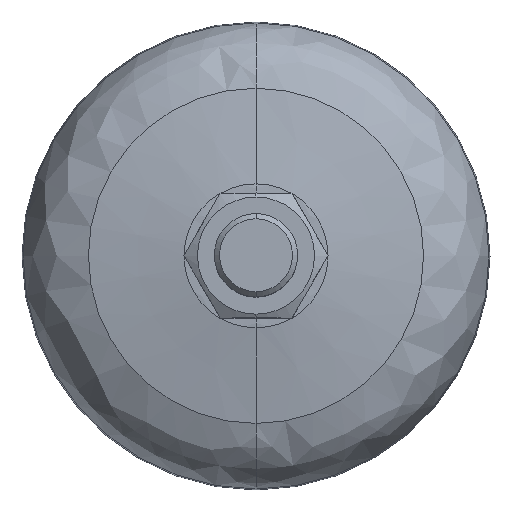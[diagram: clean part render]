
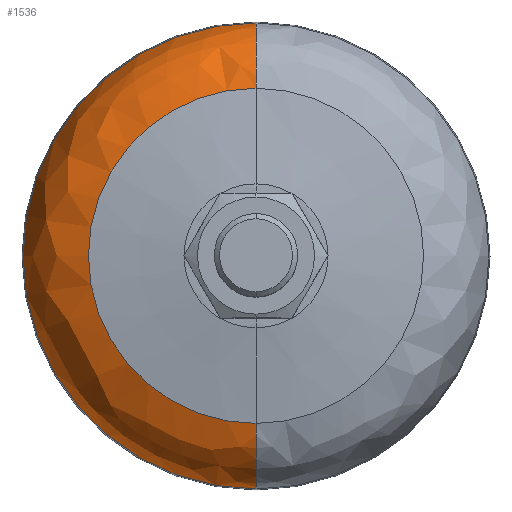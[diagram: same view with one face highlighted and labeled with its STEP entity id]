
A CAD part, top view. The second image highlights one B-rep face of the part: STEP entity #1536.
In plain terms, the highlighted free-form (B-spline) face has degree [3, 3] with [4, 4] control points.
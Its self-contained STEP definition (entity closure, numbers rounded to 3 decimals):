
#13 = CARTESIAN_POINT ( 'NONE',  ( 0., 16.81, 32.228 ) ) ;
#131 = CIRCLE ( 'NONE', #218, 15. ) ;
#194 = CARTESIAN_POINT ( 'NONE',  ( -88.631, 10.264, 44.316 ) ) ;
#218 = AXIS2_PLACEMENT_3D ( 'NONE', #1692, #2384, #1491 ) ;
#230 = CIRCLE ( 'NONE', #346, 32.228 ) ;
#304 = AXIS2_PLACEMENT_3D ( 'NONE', #2544, #2769, #2109 ) ;
#308 = CARTESIAN_POINT ( 'NONE',  ( 0., 16.81, -32.228 ) ) ;
#313 = CARTESIAN_POINT ( 'NONE',  ( -89.6, 3., 44.8 ) ) ;
#346 = AXIS2_PLACEMENT_3D ( 'NONE', #2218, #890, #1132 ) ;
#375 = EDGE_CURVE ( 'NONE', #1350, #2139, #2147, .T. ) ;
#385 = VERTEX_POINT ( 'NONE', #2462 ) ;
#562 = CARTESIAN_POINT ( 'NONE',  ( -64.455, 16.81, 32.228 ) ) ;
#748 = CARTESIAN_POINT ( 'NONE',  ( -89.6, 3., -44.8 ) ) ;
#761 = CARTESIAN_POINT ( 'NONE',  ( 0., 3., 44.8 ) ) ;
#795 = CARTESIAN_POINT ( 'NONE',  ( 0., 3., -44.8 ) ) ;
#818 = AXIS2_PLACEMENT_3D ( 'NONE', #1770, #1129, #2649 ) ;
#890 = DIRECTION ( 'NONE',  ( 0., -1., 0. ) ) ;
#928 = CARTESIAN_POINT ( 'NONE',  ( 0., 16.81, -32.228 ) ) ;
#943 = CARTESIAN_POINT ( 'NONE',  ( -78.829, 15.648, 39.415 ) ) ;
#1129 = DIRECTION ( 'NONE',  ( 0., 1., 0. ) ) ;
#1132 = DIRECTION ( 'NONE',  ( 0., 0., -1. ) ) ;
#1151 =( BOUNDED_SURFACE ( )  B_SPLINE_SURFACE ( 3, 3, ( 
 ( #761, #313, #748, #795 ),
 ( #2784, #194, #2603, #2422 ),
 ( #1386, #943, #2819, #2469 ),
 ( #13, #562, #1955, #308 ) ),
 .UNSPECIFIED., .F., .F., .F. ) 
 B_SPLINE_SURFACE_WITH_KNOTS ( ( 4, 4 ),
 ( 4, 4 ),
 ( 0., 1. ),
 ( 0., 1. ),
 .UNSPECIFIED. ) 
 GEOMETRIC_REPRESENTATION_ITEM ( )  RATIONAL_B_SPLINE_SURFACE ( (
 ( 1., 0.333, 0.333, 1.),
 ( 0.855, 0.285, 0.285, 0.855),
 ( 0.855, 0.285, 0.285, 0.855),
 ( 1., 0.333, 0.333, 1.) ) ) 
 REPRESENTATION_ITEM ( '' )  SURFACE ( )  );
#1264 = CARTESIAN_POINT ( 'NONE',  ( 0., 3., 44.8 ) ) ;
#1309 = VERTEX_POINT ( 'NONE', #928 ) ;
#1350 = VERTEX_POINT ( 'NONE', #2254 ) ;
#1386 = CARTESIAN_POINT ( 'NONE',  ( 0., 15.648, 39.415 ) ) ;
#1438 = ORIENTED_EDGE ( 'NONE', *, *, #1741, .F. ) ;
#1491 = DIRECTION ( 'NONE',  ( 0., 0., -1. ) ) ;
#1536 = ADVANCED_FACE ( 'NONE', ( #2080 ), #1151, .T. ) ;
#1692 = CARTESIAN_POINT ( 'NONE',  ( 0., 2.002, -29.833 ) ) ;
#1706 = EDGE_CURVE ( 'NONE', #2139, #385, #2309, .T. ) ;
#1741 = EDGE_CURVE ( 'NONE', #1350, #1309, #131, .T. ) ;
#1770 = CARTESIAN_POINT ( 'NONE',  ( 0., 3., 0. ) ) ;
#1853 = ORIENTED_EDGE ( 'NONE', *, *, #375, .T. ) ;
#1928 = ORIENTED_EDGE ( 'NONE', *, *, #1706, .T. ) ;
#1955 = CARTESIAN_POINT ( 'NONE',  ( -64.455, 16.81, -32.228 ) ) ;
#2080 = FACE_OUTER_BOUND ( 'NONE', #2553, .T. ) ;
#2109 = DIRECTION ( 'NONE',  ( 0., 0., 1. ) ) ;
#2139 = VERTEX_POINT ( 'NONE', #1264 ) ;
#2147 = CIRCLE ( 'NONE', #818, 44.8 ) ;
#2218 = CARTESIAN_POINT ( 'NONE',  ( 0., 16.81, 0. ) ) ;
#2254 = CARTESIAN_POINT ( 'NONE',  ( 0., 3., -44.8 ) ) ;
#2294 = ORIENTED_EDGE ( 'NONE', *, *, #2651, .T. ) ;
#2309 = CIRCLE ( 'NONE', #304, 15. ) ;
#2384 = DIRECTION ( 'NONE',  ( 1., 0., 0. ) ) ;
#2422 = CARTESIAN_POINT ( 'NONE',  ( 0., 10.264, -44.316 ) ) ;
#2462 = CARTESIAN_POINT ( 'NONE',  ( 0., 16.81, 32.228 ) ) ;
#2469 = CARTESIAN_POINT ( 'NONE',  ( 0., 15.648, -39.415 ) ) ;
#2544 = CARTESIAN_POINT ( 'NONE',  ( 0., 2.002, 29.833 ) ) ;
#2553 = EDGE_LOOP ( 'NONE', ( #1853, #1928, #2294, #1438 ) ) ;
#2603 = CARTESIAN_POINT ( 'NONE',  ( -88.631, 10.264, -44.316 ) ) ;
#2649 = DIRECTION ( 'NONE',  ( 0., 0., -1. ) ) ;
#2651 = EDGE_CURVE ( 'NONE', #385, #1309, #230, .T. ) ;
#2769 = DIRECTION ( 'NONE',  ( -1., 0., 0. ) ) ;
#2784 = CARTESIAN_POINT ( 'NONE',  ( 0., 10.264, 44.316 ) ) ;
#2819 = CARTESIAN_POINT ( 'NONE',  ( -78.829, 15.648, -39.415 ) ) ;
